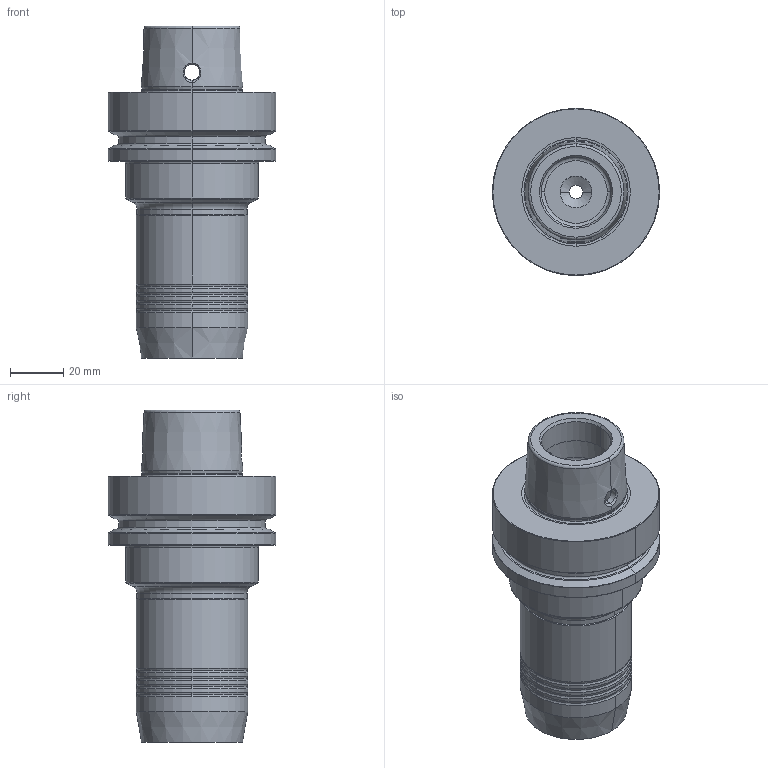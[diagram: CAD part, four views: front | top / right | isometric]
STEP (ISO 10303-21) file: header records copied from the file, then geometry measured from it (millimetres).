
FILE_DESCRIPTION (( 'STEP AP214' ), '1' );
FILE_NAME ('77.F63.020 x=100_step.STEP', '2024-02-01T08:41:53', ( '' ), ( '' ), 'SwSTEP 2.0', 'SolidWorks 2019', '' );
FILE_SCHEMA (( 'AUTOMOTIVE_DESIGN' ));
Length unit declared in the file: millimetre
Products named in the file (1): 77.F63.020 x=100_step
Bounding box: 62.94 x 62.94 x 124.9 mm (x, y, z)
Volume: 171620.7 mm3; surface area: 32274.3 mm2
Topology: 1 solids, 1 shells, 136 faces, 301 edges, 170 vertices
Faces by surface type: torus 52, cylinder 43, cone 30, plane 11
Entity records: 4295 total; most frequent: CARTESIAN_POINT 916, DIRECTION 771, ORIENTED_EDGE 602, AXIS2_PLACEMENT_3D 346, EDGE_CURVE 301, CIRCLE 209, VERTEX_POINT 170, EDGE_LOOP 145
